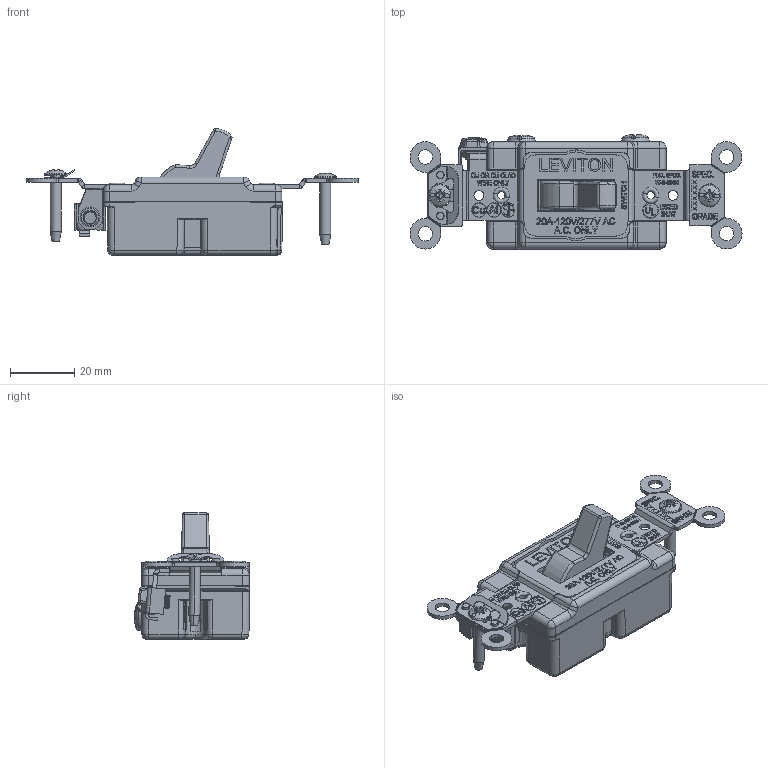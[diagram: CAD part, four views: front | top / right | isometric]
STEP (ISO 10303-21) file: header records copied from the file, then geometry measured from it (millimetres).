
FILE_DESCRIPTION (( 'STEP AP214' ), '1' );
FILE_NAME ('ORC7524-M01.STEP', '2026-02-10T20:42:25', ( '' ), ( '' ), 'SwSTEP 2.0', 'SolidWorks 2024', '' );
FILE_SCHEMA (( 'AUTOMOTIVE_DESIGN' ));
Length unit declared in the file: inch
Products named in the file (1): ORC7524-M01
Bounding box: 103.18 x 35.67 x 39.29 mm (x, y, z)
Volume: 39266 mm3; surface area: 23432.1 mm2
Topology: 17 solids, 29 shells, 3496 faces, 9218 edges, 5945 vertices
Faces by surface type: plane 1980, bspline 720, cylinder 502, cone 192, torus 61, sphere 41
Entity records: 140258 total; most frequent: CARTESIAN_POINT 59610, ORIENTED_EDGE 18376, DIRECTION 13858, EDGE_CURVE 9188, VERTEX_POINT 5945, LINE 5860, VECTOR 5860, AXIS2_PLACEMENT_3D 3999
